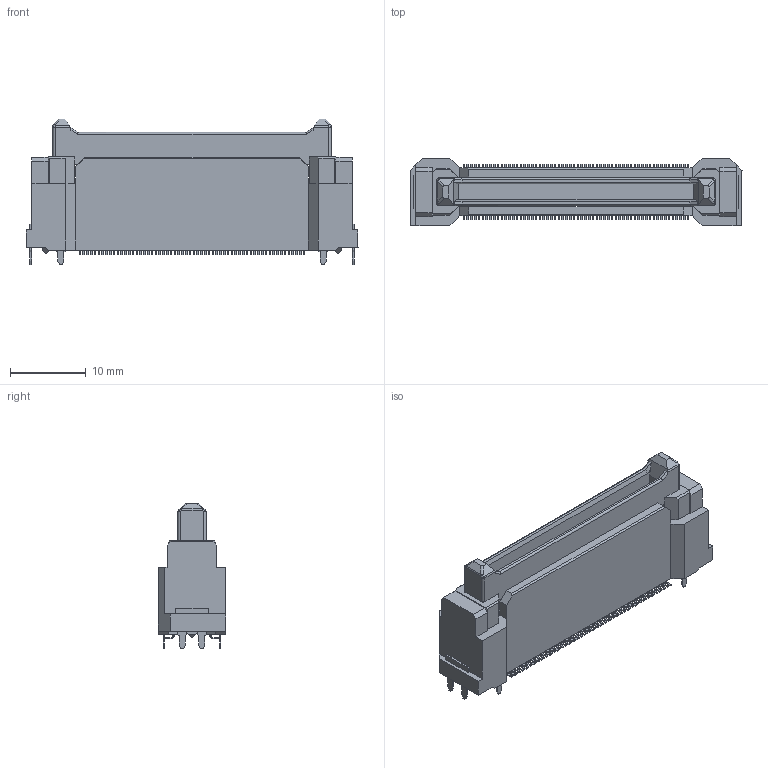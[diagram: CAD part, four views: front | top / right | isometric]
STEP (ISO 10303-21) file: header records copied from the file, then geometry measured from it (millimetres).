
FILE_DESCRIPTION(('Creo Elements/Direct Modeling STEP Export'),'2;1');
FILE_NAME('FX23-120P-0.5SV20.stp','2015-06-22T17:00:44',(''),(''),'Creo Elements/Direct Modeling STEP processor for AP214 (Solid Model)','Creo Elements/Direct Modeling 18.1E 22-Nov-2013 (C) Parametric Technology GmbH','');
FILE_SCHEMA(('AUTOMOTIVE_DESIGN { 1 0 10303 214 1 1 1 1 }'));
Length unit declared in the file: millimetre
Products named in the file (1): FX23-120P-0.5SV20
Bounding box: 43.7 x 8.9 x 19.2 mm (x, y, z)
Volume: 2345.5 mm3; surface area: 3422 mm2
Topology: 1 solids, 1 shells, 1362 faces, 3654 edges, 2414 vertices
Faces by surface type: plane 1090, cylinder 264, sphere 8
Entity records: 42728 total; most frequent: CARTESIAN_POINT 8135, ORIENTED_EDGE 7292, DIRECTION 6864, EDGE_CURVE 3646, VECTOR 3122, LINE 3122, VERTEX_POINT 2414, AXIS2_PLACEMENT_3D 1871
